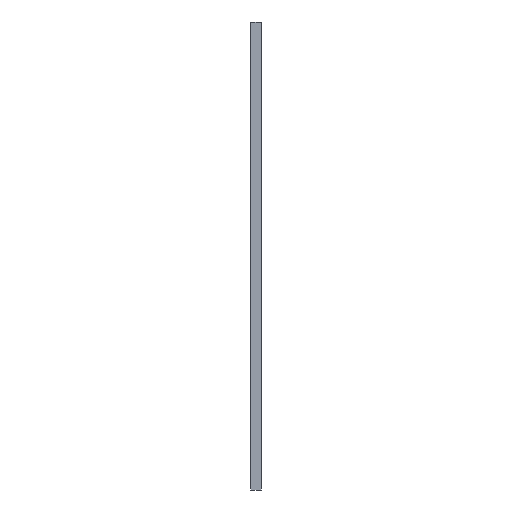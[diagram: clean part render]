
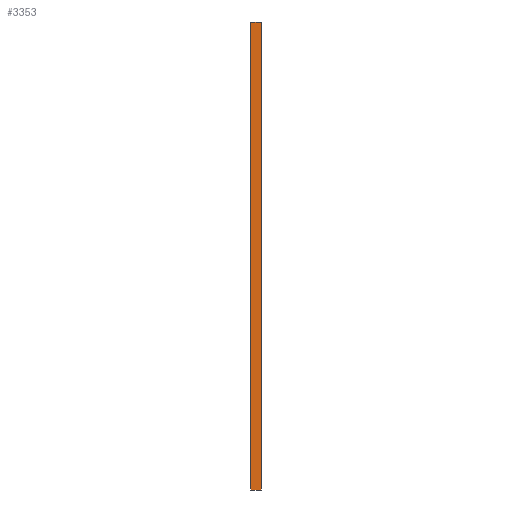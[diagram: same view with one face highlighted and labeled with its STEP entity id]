
A CAD part, left-side view. The second image highlights one B-rep face of the part: STEP entity #3353.
In plain terms, the highlighted planar face has unit normal (-1, 0, 0).
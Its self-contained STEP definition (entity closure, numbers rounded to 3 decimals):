
#83 = PLANE ( 'NONE',  #1887 ) ;
#204 = EDGE_CURVE ( 'NONE', #882, #403, #522, .T. ) ;
#403 = VERTEX_POINT ( 'NONE', #1159 ) ;
#522 = LINE ( 'NONE', #1643, #3378 ) ;
#638 = CARTESIAN_POINT ( 'NONE',  ( 0., 0., 0. ) ) ;
#681 = VECTOR ( 'NONE', #2532, 1000. ) ;
#831 = CARTESIAN_POINT ( 'NONE',  ( 0., 5., 220. ) ) ;
#882 = VERTEX_POINT ( 'NONE', #638 ) ;
#900 = EDGE_CURVE ( 'NONE', #946, #882, #1087, .T. ) ;
#909 = VECTOR ( 'NONE', #3302, 1000. ) ;
#942 = ORIENTED_EDGE ( 'NONE', *, *, #900, .T. ) ;
#946 = VERTEX_POINT ( 'NONE', #3208 ) ;
#1033 = EDGE_LOOP ( 'NONE', ( #3580, #3014, #3107, #942 ) ) ;
#1087 = LINE ( 'NONE', #3439, #2284 ) ;
#1159 = CARTESIAN_POINT ( 'NONE',  ( 0., 0., 220. ) ) ;
#1346 = CARTESIAN_POINT ( 'NONE',  ( 0., 5., 220. ) ) ;
#1384 = VERTEX_POINT ( 'NONE', #831 ) ;
#1390 = LINE ( 'NONE', #1346, #681 ) ;
#1643 = CARTESIAN_POINT ( 'NONE',  ( 0., 0., 0. ) ) ;
#1887 = AXIS2_PLACEMENT_3D ( 'NONE', #2426, #3314, #3609 ) ;
#1971 = DIRECTION ( 'NONE',  ( 0., -1., 0. ) ) ;
#2134 = FACE_OUTER_BOUND ( 'NONE', #1033, .T. ) ;
#2284 = VECTOR ( 'NONE', #1971, 1000. ) ;
#2392 = EDGE_CURVE ( 'NONE', #946, #1384, #2407, .T. ) ;
#2407 = LINE ( 'NONE', #2744, #909 ) ;
#2426 = CARTESIAN_POINT ( 'NONE',  ( 0., 5., 0. ) ) ;
#2532 = DIRECTION ( 'NONE',  ( 0., -1., 0. ) ) ;
#2744 = CARTESIAN_POINT ( 'NONE',  ( 0., 5., 0. ) ) ;
#3014 = ORIENTED_EDGE ( 'NONE', *, *, #3125, .F. ) ;
#3107 = ORIENTED_EDGE ( 'NONE', *, *, #2392, .F. ) ;
#3125 = EDGE_CURVE ( 'NONE', #1384, #403, #1390, .T. ) ;
#3208 = CARTESIAN_POINT ( 'NONE',  ( 0., 5., 0. ) ) ;
#3302 = DIRECTION ( 'NONE',  ( 0., 0., 1. ) ) ;
#3314 = DIRECTION ( 'NONE',  ( 1., 0., 0. ) ) ;
#3353 = ADVANCED_FACE ( 'NONE', ( #2134 ), #83, .F. ) ;
#3378 = VECTOR ( 'NONE', #3478, 1000. ) ;
#3439 = CARTESIAN_POINT ( 'NONE',  ( 0., 5., 0. ) ) ;
#3478 = DIRECTION ( 'NONE',  ( 0., 0., 1. ) ) ;
#3580 = ORIENTED_EDGE ( 'NONE', *, *, #204, .T. ) ;
#3609 = DIRECTION ( 'NONE',  ( 0., 0., -1. ) ) ;
